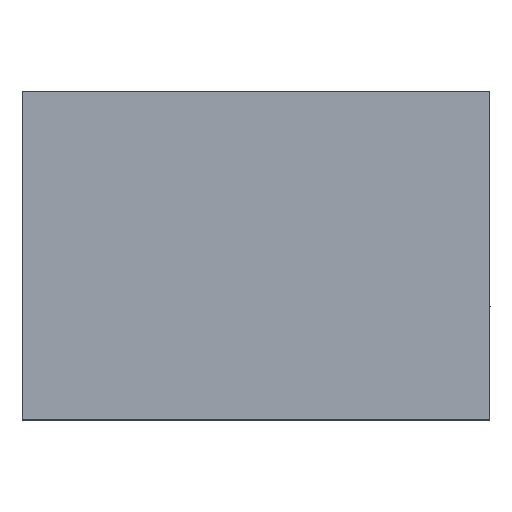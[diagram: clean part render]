
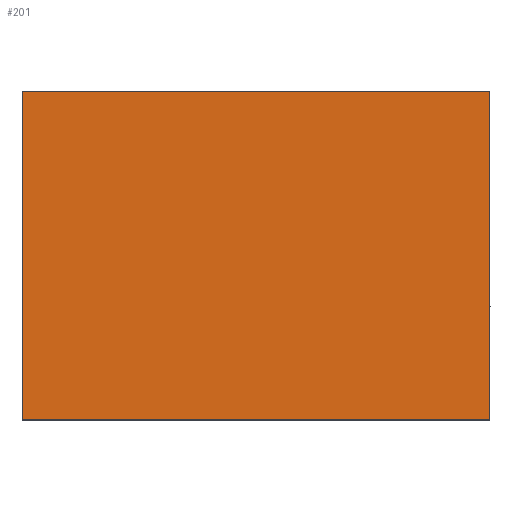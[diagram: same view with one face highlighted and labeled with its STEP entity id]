
A CAD part, top view. The second image highlights one B-rep face of the part: STEP entity #201.
In plain terms, the highlighted free-form (B-spline) face has degree [1, 1] with [2, 2] control points.
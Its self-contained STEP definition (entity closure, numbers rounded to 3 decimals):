
#201=ADVANCED_FACE('',(#217),#761,.T.);
#217=FACE_OUTER_BOUND('',#233,.T.);
#233=EDGE_LOOP('',(#285,#286,#287,#288));
#285=ORIENTED_EDGE('',*,*,#541,.T.);
#286=ORIENTED_EDGE('',*,*,#542,.T.);
#287=ORIENTED_EDGE('',*,*,#543,.T.);
#288=ORIENTED_EDGE('',*,*,#544,.T.);
#349=PCURVE('',#761,#413);
#350=PCURVE('',#761,#414);
#351=PCURVE('',#761,#415);
#352=PCURVE('',#761,#416);
#413=DEFINITIONAL_REPRESENTATION('',(#654),#1792);
#414=DEFINITIONAL_REPRESENTATION('',(#656),#1792);
#415=DEFINITIONAL_REPRESENTATION('',(#658),#1792);
#416=DEFINITIONAL_REPRESENTATION('',(#660),#1792);
#477=SURFACE_CURVE('',#653,(#349),.PCURVE_S1.);
#478=SURFACE_CURVE('',#655,(#350),.PCURVE_S1.);
#479=SURFACE_CURVE('',#657,(#351),.PCURVE_S1.);
#480=SURFACE_CURVE('',#659,(#352),.PCURVE_S1.);
#541=EDGE_CURVE('',#733,#736,#477,.T.);
#542=EDGE_CURVE('',#736,#735,#478,.T.);
#543=EDGE_CURVE('',#735,#734,#479,.T.);
#544=EDGE_CURVE('',#734,#733,#480,.T.);
#653=B_SPLINE_CURVE_WITH_KNOTS('',1,(#1699,#1700,#1701),.UNSPECIFIED.,.F.,
 .F.,(2,1,2),(3.642,22.097,46.143),
 .UNSPECIFIED.);
#654=B_SPLINE_CURVE_WITH_KNOTS('',1,(#1702,#1703,#1704),.UNSPECIFIED.,.F.,
 .F.,(2,1,2),(3.642,22.097,46.143),
 .UNSPECIFIED.);
#655=B_SPLINE_CURVE_WITH_KNOTS('',1,(#1705,#1706),.UNSPECIFIED.,.F.,.F.,
(2,2),(46.143,106.747),.UNSPECIFIED.);
#656=B_SPLINE_CURVE_WITH_KNOTS('',1,(#1707,#1708),.UNSPECIFIED.,.F.,.F.,
(2,2),(46.143,106.747),.UNSPECIFIED.);
#657=B_SPLINE_CURVE_WITH_KNOTS('',1,(#1709,#1710,#1711),.UNSPECIFIED.,.F.,
 .F.,(2,1,2),(106.747,134.223,149.248),
 .UNSPECIFIED.);
#658=B_SPLINE_CURVE_WITH_KNOTS('',1,(#1712,#1713,#1714),.UNSPECIFIED.,.F.,
 .F.,(2,1,2),(106.747,134.223,149.248),
 .UNSPECIFIED.);
#659=B_SPLINE_CURVE_WITH_KNOTS('',1,(#1715,#1716),.UNSPECIFIED.,.F.,.F.,
(2,2),(149.248,209.852),.UNSPECIFIED.);
#660=B_SPLINE_CURVE_WITH_KNOTS('',1,(#1717,#1718),.UNSPECIFIED.,.F.,.F.,
(2,2),(149.248,209.852),.UNSPECIFIED.);
#733=VERTEX_POINT('',#1695);
#734=VERTEX_POINT('',#1696);
#735=VERTEX_POINT('',#1697);
#736=VERTEX_POINT('',#1698);
#761=B_SPLINE_SURFACE_WITH_KNOTS('',1,1,((#1691,#1692),(#1693,#1694)),
 .UNSPECIFIED.,.F.,.F.,.F.,(2,2),(2,2),(-0.606,61.21),
(-42.926,0.425),.UNSPECIFIED.);
#1691=CARTESIAN_POINT('',(-61.21,216.574,30.));
#1692=CARTESIAN_POINT('',(-61.21,173.223,30.));
#1693=CARTESIAN_POINT('',(0.606,216.574,30.));
#1694=CARTESIAN_POINT('',(0.606,173.223,30.));
#1695=CARTESIAN_POINT('',(-60.604,173.648,30.));
#1696=CARTESIAN_POINT('',(0.,173.648,30.));
#1697=CARTESIAN_POINT('',(0.,216.149,30.));
#1698=CARTESIAN_POINT('',(-60.604,216.149,30.));
#1699=CARTESIAN_POINT('',(-60.604,173.648,30.));
#1700=CARTESIAN_POINT('',(-60.604,192.103,30.));
#1701=CARTESIAN_POINT('',(-60.604,216.149,30.));
#1702=CARTESIAN_POINT('',(0.,0.));
#1703=CARTESIAN_POINT('',(0.,-18.455));
#1704=CARTESIAN_POINT('',(0.,-42.501));
#1705=CARTESIAN_POINT('',(-60.604,216.149,30.));
#1706=CARTESIAN_POINT('',(0.,216.149,30.));
#1707=CARTESIAN_POINT('',(0.,-42.501));
#1708=CARTESIAN_POINT('',(60.604,-42.501));
#1709=CARTESIAN_POINT('',(0.,216.149,30.));
#1710=CARTESIAN_POINT('',(0.,188.673,30.));
#1711=CARTESIAN_POINT('',(0.,173.648,30.));
#1712=CARTESIAN_POINT('',(60.604,-42.501));
#1713=CARTESIAN_POINT('',(60.604,-15.025));
#1714=CARTESIAN_POINT('',(60.604,0.));
#1715=CARTESIAN_POINT('',(0.,173.648,30.));
#1716=CARTESIAN_POINT('',(-60.604,173.648,30.));
#1717=CARTESIAN_POINT('',(60.604,0.));
#1718=CARTESIAN_POINT('',(0.,0.));
#1792=(
GEOMETRIC_REPRESENTATION_CONTEXT(2)
PARAMETRIC_REPRESENTATION_CONTEXT()
REPRESENTATION_CONTEXT('pspace','')
);
